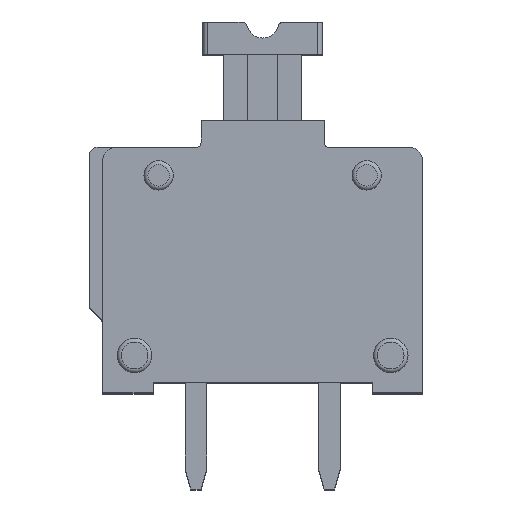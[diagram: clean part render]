
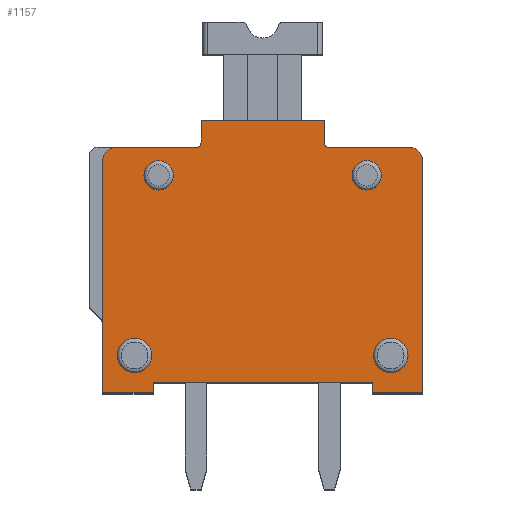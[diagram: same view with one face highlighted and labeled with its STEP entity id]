
A CAD part, top view. The second image highlights one B-rep face of the part: STEP entity #1157.
In plain terms, the highlighted planar face has unit normal (0, 0, 1).
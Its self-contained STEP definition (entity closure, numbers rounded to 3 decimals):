
#1157 = ADVANCED_FACE( '', ( #2290, #2291, #2292, #2293, #2294 ), #2295, .T. );
#2290 = FACE_OUTER_BOUND( '', #3428, .T. );
#2291 = FACE_BOUND( '', #3429, .T. );
#2292 = FACE_BOUND( '', #3430, .T. );
#2293 = FACE_BOUND( '', #3431, .T. );
#2294 = FACE_BOUND( '', #3432, .T. );
#2295 = PLANE( '', #3433 );
#3428 = EDGE_LOOP( '', ( #6535, #6536, #6537, #6538, #6539, #6540, #6541, #6542, #6543, #6544, #6545, #6546, #6547, #6548, #6549, #6550 ) );
#3429 = EDGE_LOOP( '', ( #6551 ) );
#3430 = EDGE_LOOP( '', ( #6552 ) );
#3431 = EDGE_LOOP( '', ( #6553 ) );
#3432 = EDGE_LOOP( '', ( #6554 ) );
#3433 = AXIS2_PLACEMENT_3D( '', #6555, #6556, #6557 );
#6535 = ORIENTED_EDGE( '', *, *, #7945, .T. );
#6536 = ORIENTED_EDGE( '', *, *, #8199, .T. );
#6537 = ORIENTED_EDGE( '', *, *, #8125, .F. );
#6538 = ORIENTED_EDGE( '', *, *, #8051, .F. );
#6539 = ORIENTED_EDGE( '', *, *, #8063, .F. );
#6540 = ORIENTED_EDGE( '', *, *, #7331, .T. );
#6541 = ORIENTED_EDGE( '', *, *, #7616, .F. );
#6542 = ORIENTED_EDGE( '', *, *, #7957, .F. );
#6543 = ORIENTED_EDGE( '', *, *, #7735, .T. );
#6544 = ORIENTED_EDGE( '', *, *, #7336, .T. );
#6545 = ORIENTED_EDGE( '', *, *, #8166, .T. );
#6546 = ORIENTED_EDGE( '', *, *, #8108, .T. );
#6547 = ORIENTED_EDGE( '', *, *, #7793, .T. );
#6548 = ORIENTED_EDGE( '', *, *, #8014, .F. );
#6549 = ORIENTED_EDGE( '', *, *, #7009, .T. );
#6550 = ORIENTED_EDGE( '', *, *, #7452, .T. );
#6551 = ORIENTED_EDGE( '', *, *, #7274, .F. );
#6552 = ORIENTED_EDGE( '', *, *, #7852, .F. );
#6553 = ORIENTED_EDGE( '', *, *, #7930, .F. );
#6554 = ORIENTED_EDGE( '', *, *, #7419, .F. );
#6555 = CARTESIAN_POINT( '', ( 5.954, 7.756, 3. ) );
#6556 = DIRECTION( '', ( 0., 0., 1. ) );
#6557 = DIRECTION( '', ( 1., 0., 0. ) );
#7009 = EDGE_CURVE( '', #8371, #8379, #8381, .T. );
#7274 = EDGE_CURVE( '', #8846, #8846, #8847, .T. );
#7331 = EDGE_CURVE( '', #8942, #8940, #8943, .T. );
#7336 = EDGE_CURVE( '', #8951, #8949, #8952, .T. );
#7419 = EDGE_CURVE( '', #9091, #9091, #9092, .T. );
#7452 = EDGE_CURVE( '', #8379, #9141, #9143, .T. );
#7616 = EDGE_CURVE( '', #9399, #8940, #9401, .T. );
#7735 = EDGE_CURVE( '', #9580, #8951, #9581, .T. );
#7793 = EDGE_CURVE( '', #9663, #9661, #9664, .T. );
#7852 = EDGE_CURVE( '', #9747, #9747, #9748, .T. );
#7930 = EDGE_CURVE( '', #9852, #9852, #9853, .T. );
#7945 = EDGE_CURVE( '', #9141, #9871, #9873, .T. );
#7957 = EDGE_CURVE( '', #9580, #9399, #9890, .T. );
#8014 = EDGE_CURVE( '', #8371, #9661, #9959, .T. );
#8051 = EDGE_CURVE( '', #10006, #9996, #10008, .T. );
#8063 = EDGE_CURVE( '', #8942, #10006, #10022, .T. );
#8108 = EDGE_CURVE( '', #10077, #9663, #10078, .T. );
#8125 = EDGE_CURVE( '', #9996, #10099, #10100, .T. );
#8166 = EDGE_CURVE( '', #8949, #10077, #10145, .T. );
#8199 = EDGE_CURVE( '', #9871, #10099, #10180, .T. );
#8371 = VERTEX_POINT( '', #10383 );
#8379 = VERTEX_POINT( '', #10395 );
#8381 = LINE( '', #10398, #10399 );
#8846 = VERTEX_POINT( '', #11049 );
#8847 = CIRCLE( '', #11050, 0.55 );
#8940 = VERTEX_POINT( '', #11179 );
#8942 = VERTEX_POINT( '', #11182 );
#8943 = LINE( '', #11183, #11184 );
#8949 = VERTEX_POINT( '', #11191 );
#8951 = VERTEX_POINT( '', #11194 );
#8952 = CIRCLE( '', #11195, 0.2 );
#9091 = VERTEX_POINT( '', #11408 );
#9092 = CIRCLE( '', #11409, 0.65 );
#9141 = VERTEX_POINT( '', #11477 );
#9143 = CIRCLE( '', #11480, 0.5 );
#9399 = VERTEX_POINT( '', #11846 );
#9401 = LINE( '', #11849, #11850 );
#9580 = VERTEX_POINT( '', #12100 );
#9581 = LINE( '', #12101, #12102 );
#9661 = VERTEX_POINT( '', #12221 );
#9663 = VERTEX_POINT( '', #12224 );
#9664 = LINE( '', #12225, #12226 );
#9747 = VERTEX_POINT( '', #12350 );
#9748 = CIRCLE( '', #12351, 0.65 );
#9852 = VERTEX_POINT( '', #12504 );
#9853 = CIRCLE( '', #12505, 0.55 );
#9871 = VERTEX_POINT( '', #12532 );
#9873 = LINE( '', #12535, #12536 );
#9890 = CIRCLE( '', #12559, 0.5 );
#9959 = CIRCLE( '', #12673, 0.2 );
#9996 = VERTEX_POINT( '', #12728 );
#10006 = VERTEX_POINT( '', #12744 );
#10008 = LINE( '', #12747, #12748 );
#10022 = LINE( '', #12767, #12768 );
#10077 = VERTEX_POINT( '', #12847 );
#10078 = LINE( '', #12848, #12849 );
#10099 = VERTEX_POINT( '', #12880 );
#10100 = LINE( '', #12881, #12882 );
#10145 = LINE( '', #12944, #12945 );
#10180 = LINE( '', #12989, #12990 );
#10383 = CARTESIAN_POINT( '', ( 3.5, 9.2, 3. ) );
#10395 = CARTESIAN_POINT( '', ( 0.5, 9.2, 3. ) );
#10398 = CARTESIAN_POINT( '', ( 7.771, 9.2, 3. ) );
#10399 = VECTOR( '', #13182, 1000. );
#11049 = CARTESIAN_POINT( '', ( 10.45, 8.15, 3. ) );
#11050 = AXIS2_PLACEMENT_3D( '', #13452, #13453, #13454 );
#11179 = CARTESIAN_POINT( '', ( 12., 0., 3. ) );
#11182 = CARTESIAN_POINT( '', ( 10.1, 0., 3. ) );
#11183 = CARTESIAN_POINT( '', ( 7.771, 0., 3. ) );
#11184 = VECTOR( '', #13522, 1000. );
#11191 = CARTESIAN_POINT( '', ( 8.3, 9.4, 3. ) );
#11194 = CARTESIAN_POINT( '', ( 8.5, 9.2, 3. ) );
#11195 = AXIS2_PLACEMENT_3D( '', #13528, #13529, #13530 );
#11408 = CARTESIAN_POINT( '', ( 1.85, 1.4, 3. ) );
#11409 = AXIS2_PLACEMENT_3D( '', #13623, #13624, #13625 );
#11477 = CARTESIAN_POINT( '', ( 0., 8.7, 3. ) );
#11480 = AXIS2_PLACEMENT_3D( '', #13655, #13656, #13657 );
#11846 = CARTESIAN_POINT( '', ( 12., 8.7, 3. ) );
#11849 = CARTESIAN_POINT( '', ( 12., 7.285, 3. ) );
#11850 = VECTOR( '', #13847, 1000. );
#12100 = CARTESIAN_POINT( '', ( 11.5, 9.2, 3. ) );
#12101 = CARTESIAN_POINT( '', ( 7.771, 9.2, 3. ) );
#12102 = VECTOR( '', #13976, 1000. );
#12221 = CARTESIAN_POINT( '', ( 3.7, 9.4, 3. ) );
#12224 = CARTESIAN_POINT( '', ( 3.7, 10.2, 3. ) );
#12225 = CARTESIAN_POINT( '', ( 3.7, 7.285, 3. ) );
#12226 = VECTOR( '', #14032, 1000. );
#12350 = CARTESIAN_POINT( '', ( 11.45, 1.4, 3. ) );
#12351 = AXIS2_PLACEMENT_3D( '', #14089, #14090, #14091 );
#12504 = CARTESIAN_POINT( '', ( 2.65, 8.15, 3. ) );
#12505 = AXIS2_PLACEMENT_3D( '', #14159, #14160, #14161 );
#12532 = CARTESIAN_POINT( '', ( 0., 0., 3. ) );
#12535 = CARTESIAN_POINT( '', ( 0., 7.285, 3. ) );
#12536 = VECTOR( '', #14175, 1000. );
#12559 = AXIS2_PLACEMENT_3D( '', #14188, #14189, #14190 );
#12673 = AXIS2_PLACEMENT_3D( '', #14236, #14237, #14238 );
#12728 = CARTESIAN_POINT( '', ( 1.9, 0.4, 3. ) );
#12744 = CARTESIAN_POINT( '', ( 10.1, 0.4, 3. ) );
#12747 = CARTESIAN_POINT( '', ( 7.771, 0.4, 3. ) );
#12748 = VECTOR( '', #14270, 1000. );
#12767 = CARTESIAN_POINT( '', ( 10.1, 7.285, 3. ) );
#12768 = VECTOR( '', #14282, 1000. );
#12847 = CARTESIAN_POINT( '', ( 8.3, 10.2, 3. ) );
#12848 = CARTESIAN_POINT( '', ( 7.771, 10.2, 3. ) );
#12849 = VECTOR( '', #14319, 1000. );
#12880 = CARTESIAN_POINT( '', ( 1.9, 0., 3. ) );
#12881 = CARTESIAN_POINT( '', ( 1.9, 7.285, 3. ) );
#12882 = VECTOR( '', #14330, 1000. );
#12944 = CARTESIAN_POINT( '', ( 8.3, 7.285, 3. ) );
#12945 = VECTOR( '', #14357, 1000. );
#12989 = CARTESIAN_POINT( '', ( 7.771, 0., 3. ) );
#12990 = VECTOR( '', #14376, 1000. );
#13182 = DIRECTION( '', ( -1., 0., 0. ) );
#13452 = CARTESIAN_POINT( '', ( 9.9, 8.15, 3. ) );
#13453 = DIRECTION( '', ( 0., 0., 1. ) );
#13454 = DIRECTION( '', ( 1., 0., 0. ) );
#13522 = DIRECTION( '', ( 1., 0., 0. ) );
#13528 = CARTESIAN_POINT( '', ( 8.5, 9.4, 3. ) );
#13529 = DIRECTION( '', ( 0., 0., -1. ) );
#13530 = DIRECTION( '', ( -1., 0., 0. ) );
#13623 = CARTESIAN_POINT( '', ( 1.2, 1.4, 3. ) );
#13624 = DIRECTION( '', ( 0., 0., 1. ) );
#13625 = DIRECTION( '', ( 1., 0., 0. ) );
#13655 = CARTESIAN_POINT( '', ( 0.5, 8.7, 3. ) );
#13656 = DIRECTION( '', ( 0., 0., 1. ) );
#13657 = DIRECTION( '', ( 1., 0., 0. ) );
#13847 = DIRECTION( '', ( 0., -1., 0. ) );
#13976 = DIRECTION( '', ( -1., 0., 0. ) );
#14032 = DIRECTION( '', ( 0., -1., 0. ) );
#14089 = CARTESIAN_POINT( '', ( 10.8, 1.4, 3. ) );
#14090 = DIRECTION( '', ( 0., 0., 1. ) );
#14091 = DIRECTION( '', ( 1., 0., 0. ) );
#14159 = CARTESIAN_POINT( '', ( 2.1, 8.15, 3. ) );
#14160 = DIRECTION( '', ( 0., 0., 1. ) );
#14161 = DIRECTION( '', ( 1., 0., 0. ) );
#14175 = DIRECTION( '', ( 0., -1., 0. ) );
#14188 = CARTESIAN_POINT( '', ( 11.5, 8.7, 3. ) );
#14189 = DIRECTION( '', ( 0., 0., -1. ) );
#14190 = DIRECTION( '', ( -1., 0., 0. ) );
#14236 = CARTESIAN_POINT( '', ( 3.5, 9.4, 3. ) );
#14237 = DIRECTION( '', ( 0., 0., 1. ) );
#14238 = DIRECTION( '', ( 1., 0., 0. ) );
#14270 = DIRECTION( '', ( -1., 0., 0. ) );
#14282 = DIRECTION( '', ( 0., 1., 0. ) );
#14319 = DIRECTION( '', ( -1., 0., 0. ) );
#14330 = DIRECTION( '', ( 0., -1., 0. ) );
#14357 = DIRECTION( '', ( 0., 1., 0. ) );
#14376 = DIRECTION( '', ( 1., 0., 0. ) );
